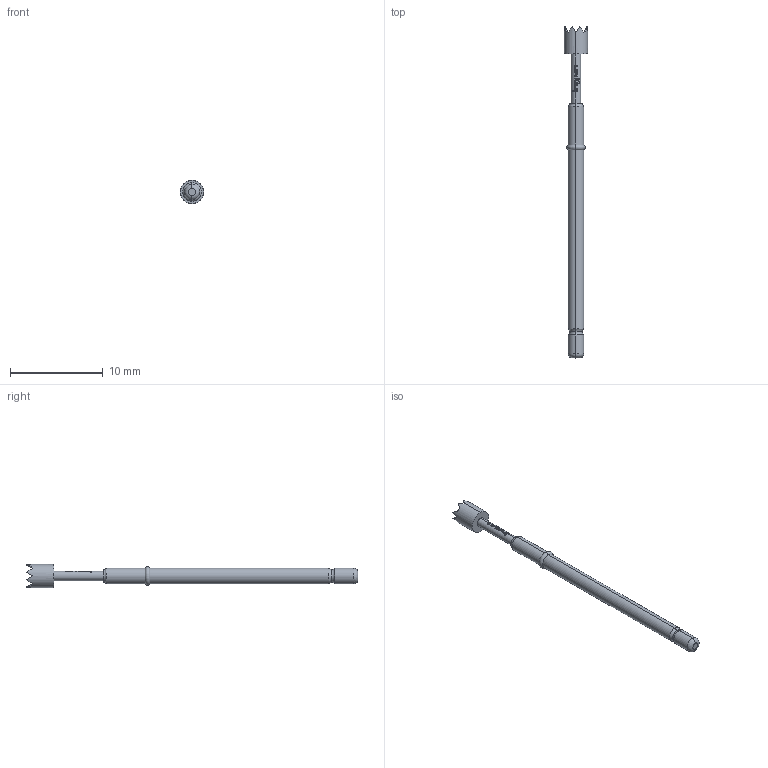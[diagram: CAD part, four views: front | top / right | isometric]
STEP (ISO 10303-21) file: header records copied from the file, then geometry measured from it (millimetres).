
FILE_DESCRIPTION (( 'STEP AP203' ), '1' );
FILE_NAME ('INGUN_GKS-112_306_250_R_xx05.STEP', '2022-01-12T12:31:40', ( 'ochi' ), ( '' ), 'SwSTEP 2.0', 'SolidWorks 2018', '' );
FILE_SCHEMA (( 'CONFIG_CONTROL_DESIGN' ));
Length unit declared in the file: millimetre
Products named in the file (1): INGUN_GKS-112_306_250_R_xx05
Bounding box: 2.5 x 35.7 x 2.5 mm (x, y, z)
Volume: 74.9 mm3; surface area: 196.2 mm2
Topology: 1 solids, 1 shells, 143 faces, 349 edges, 211 vertices
Faces by surface type: plane 91, bspline 22, cylinder 20, torus 10
Entity records: 4454 total; most frequent: CARTESIAN_POINT 1300, ORIENTED_EDGE 698, DIRECTION 567, EDGE_CURVE 349, AXIS2_PLACEMENT_3D 214, VERTEX_POINT 211, EDGE_LOOP 146, FACE_OUTER_BOUND 143
